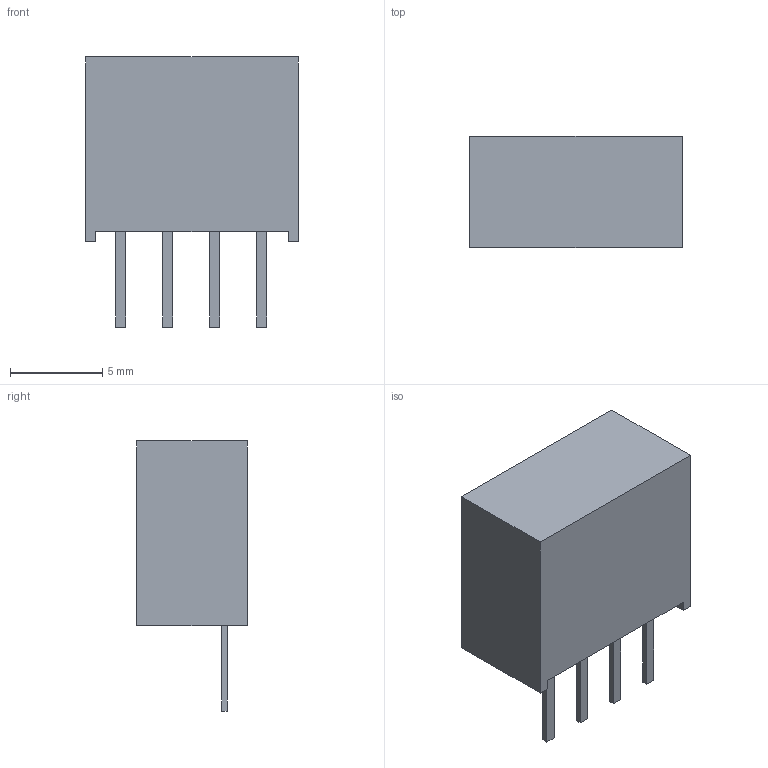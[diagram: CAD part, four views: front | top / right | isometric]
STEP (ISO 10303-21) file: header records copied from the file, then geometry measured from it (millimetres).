
FILE_DESCRIPTION(('FreeCAD Model'),'2;1');
FILE_NAME('Muarta_LME-SIP.step', '2017-06-10T16:37:53',('kicad StepUp'),('ksu MCAD'), 'Open CASCADE STEP processor 7.1','FreeCAD','Unknown');
FILE_SCHEMA(('AUTOMOTIVE_DESIGN_CC2 { 1 2 10303 214 -1 1 5 4 }'));
Length unit declared in the file: millimetre
Products named in the file (1): Muarta_LME-SIP
Bounding box: 11.48 x 6 x 14.6 mm (x, y, z)
Volume: 657.9 mm3; surface area: 517.6 mm2
Topology: 1 solids, 1 shells, 30 faces, 72 edges, 48 vertices
Faces by surface type: plane 30
Entity records: 1079 total; most frequent: CARTESIAN_POINT 151, ORIENTED_EDGE 144, DIRECTION 134, EDGE_CURVE 72, LINE 72, VECTOR 72, VERTEX_POINT 48, FACE_BOUND 34
